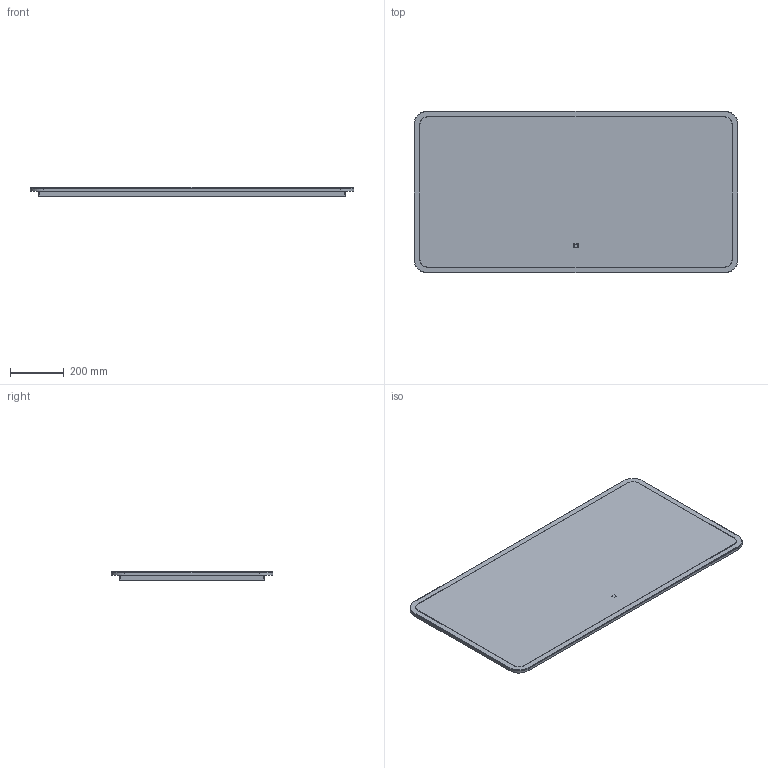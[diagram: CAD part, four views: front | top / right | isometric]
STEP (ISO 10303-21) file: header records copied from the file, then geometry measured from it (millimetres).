
FILE_DESCRIPTION (( 'STEP AP214' ), '1' );
FILE_NAME ('FR120M2_STEP_v11221.STEP', '2021-12-07T11:09:12', ( '' ), ( '' ), 'SwSTEP 2.0', 'SolidWorks 2019', '' );
FILE_SCHEMA (( 'AUTOMOTIVE_DESIGN' ));
Length unit declared in the file: millimetre
Products named in the file (4): Frontier casing_v11121_FR120M2; Mirror front_v11221_FR120M2; Acrylic profile_v11221_FR120M2; FR120M2_STEP_v11221
Assembly tree (3 placements, depth 2):
  FR120M2_STEP_v11221
    Mirror front_v11221_FR120M2
    Acrylic profile_v11221_FR120M2
    Frontier casing_v11121_FR120M2
Bounding box: 1200 x 600 x 34 mm (x, y, z)
Volume: 5545083.3 mm3; surface area: 3148418 mm2
Topology: 3 solids, 3 shells, 218 faces, 570 edges, 372 vertices
Faces by surface type: plane 192, cylinder 14, cone 12
Entity records: 6728 total; most frequent: CARTESIAN_POINT 1166, ORIENTED_EDGE 1140, DIRECTION 1062, EDGE_CURVE 570, VECTOR 526, LINE 526, VERTEX_POINT 372, AXIS2_PLACEMENT_3D 268
